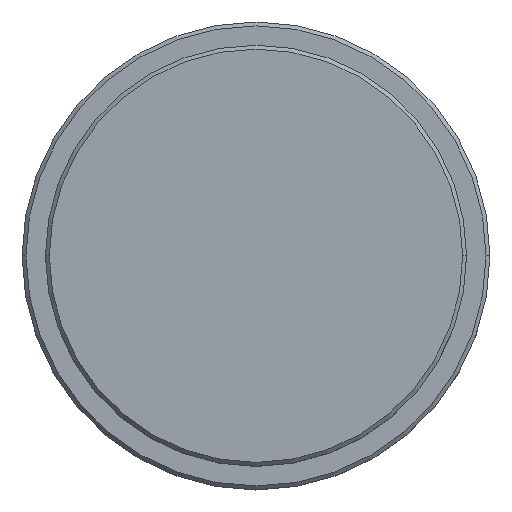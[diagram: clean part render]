
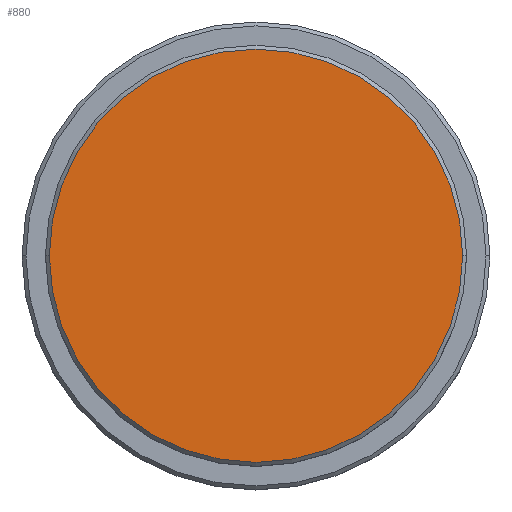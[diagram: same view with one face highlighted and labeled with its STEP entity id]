
A CAD part, top view. The second image highlights one B-rep face of the part: STEP entity #880.
In plain terms, the highlighted planar face has unit normal (0, 0, 1).
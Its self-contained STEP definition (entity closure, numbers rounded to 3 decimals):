
#71 = CARTESIAN_POINT ( 'NONE',  ( 26.5, 0., 0. ) ) ;
#144 = CIRCLE ( 'NONE', #195, 26.5 ) ;
#157 = ORIENTED_EDGE ( 'NONE', *, *, #1414, .T. ) ;
#166 = CARTESIAN_POINT ( 'NONE',  ( -26.5, 0., 0. ) ) ;
#195 = AXIS2_PLACEMENT_3D ( 'NONE', #626, #1056, #901 ) ;
#227 = CARTESIAN_POINT ( 'NONE',  ( 0., 0., 0. ) ) ;
#383 = AXIS2_PLACEMENT_3D ( 'NONE', #953, #416, #733 ) ;
#389 = AXIS2_PLACEMENT_3D ( 'NONE', #227, #1393, #746 ) ;
#416 = DIRECTION ( 'NONE',  ( 0., 0., 1. ) ) ;
#518 = FACE_OUTER_BOUND ( 'NONE', #835, .T. ) ;
#568 = CIRCLE ( 'NONE', #389, 26.5 ) ;
#626 = CARTESIAN_POINT ( 'NONE',  ( 0., 0., 0. ) ) ;
#733 = DIRECTION ( 'NONE',  ( 1., 0., 0. ) ) ;
#746 = DIRECTION ( 'NONE',  ( 1., 0., 0. ) ) ;
#757 = VERTEX_POINT ( 'NONE', #166 ) ;
#764 = VERTEX_POINT ( 'NONE', #71 ) ;
#825 = EDGE_CURVE ( 'NONE', #764, #757, #144, .T. ) ;
#835 = EDGE_LOOP ( 'NONE', ( #157, #1254 ) ) ;
#880 = ADVANCED_FACE ( 'NONE', ( #518 ), #1040, .T. ) ;
#901 = DIRECTION ( 'NONE',  ( 1., 0., 0. ) ) ;
#953 = CARTESIAN_POINT ( 'NONE',  ( 0., 0., 0. ) ) ;
#1040 = PLANE ( 'NONE',  #383 ) ;
#1056 = DIRECTION ( 'NONE',  ( 0., 0., 1. ) ) ;
#1254 = ORIENTED_EDGE ( 'NONE', *, *, #825, .T. ) ;
#1393 = DIRECTION ( 'NONE',  ( 0., 0., 1. ) ) ;
#1414 = EDGE_CURVE ( 'NONE', #757, #764, #568, .T. ) ;
